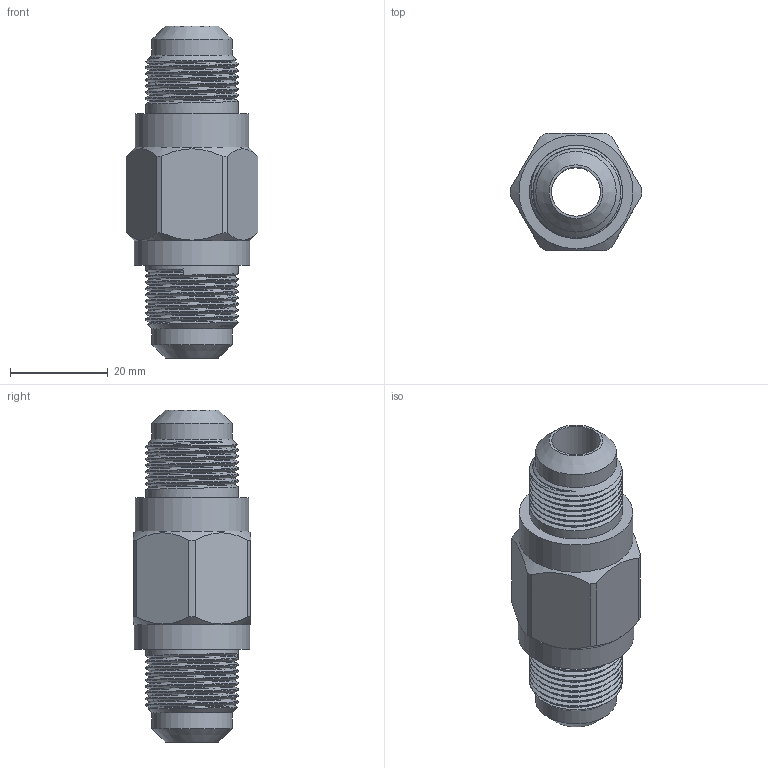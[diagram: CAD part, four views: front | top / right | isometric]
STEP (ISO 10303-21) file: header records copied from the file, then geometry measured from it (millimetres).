
FILE_DESCRIPTION(/* description */ (''),/* implementation_level */ '2;1');
FILE_NAME(/* name */ '020-1042R.stp',/* time_stamp */ '2022-08-11T13:49:28+03:00',/* author */ ('U403152'),/* organization */ (''),/* preprocessor_version */ 'ST-DEVELOPER v18.1',/* originating_system */ 'Autodesk Inventor 2020',/* authorisation */ '');
FILE_SCHEMA (('AUTOMOTIVE_DESIGN { 1 0 10303 214 3 1 1 }'));
Length unit declared in the file: millimetre
Products named in the file (1): Part1
Bounding box: 27 x 24 x 68 mm (x, y, z)
Volume: 18053.2 mm3; surface area: 7875.5 mm2
Topology: 1 solids, 1 shells, 52 faces, 149 edges, 101 vertices
Faces by surface type: cylinder 28, plane 12, cone 6, bspline 6
Full cylindrical faces by diameter (mm): 10 x1, 16.5 x2, 19.05 x15, 23.3 x1, 23.7 x1
Entity records: 6795 total; most frequent: CARTESIAN_POINT 5488, ORIENTED_EDGE 298, DIRECTION 232, EDGE_CURVE 149, VERTEX_POINT 101, AXIS2_PLACEMENT_3D 93, EDGE_LOOP 56, FACE_OUTER_BOUND 52
